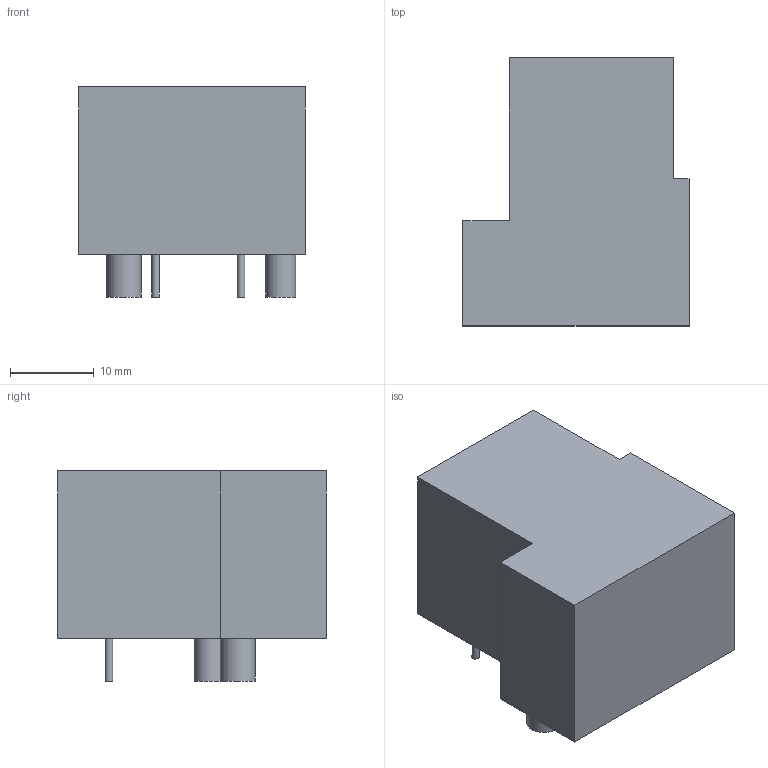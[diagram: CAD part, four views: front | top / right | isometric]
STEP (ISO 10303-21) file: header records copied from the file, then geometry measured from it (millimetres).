
FILE_DESCRIPTION(('FreeCAD Model'),'2;1');
FILE_NAME('17260765.4.2.stp','2023-02-09T09:24:01',( 'Author'),(''),'Open CASCADE STEP processor 6.9','FreeCAD','Unknown' );
FILE_SCHEMA(('AUTOMOTIVE_DESIGN { 1 0 10303 214 1 1 1 1 }'));
Length unit declared in the file: millimetre
Products named in the file (3): ASSEMBLY; Body; Leads
Assembly tree (2 placements, depth 2):
  ASSEMBLY
    Body
    Leads
Bounding box: 27 x 32.05 x 25.1 mm (x, y, z)
Volume: 14743.5 mm3; surface area: 4025.9 mm2
Topology: 5 solids, 5 shells, 22 faces, 36 edges, 24 vertices
Faces by surface type: plane 18, cylinder 4
Full cylindrical faces by diameter (mm): 0.9 x2, 3.56 x1, 4.16 x1
Entity records: 1063 total; most frequent: DIRECTION 166, CARTESIAN_POINT 157, LINE 92, VECTOR 92, ORIENTED_EDGE 72, PCURVE 72, DEFINITIONAL_REPRESENTATION 72, EDGE_CURVE 36
